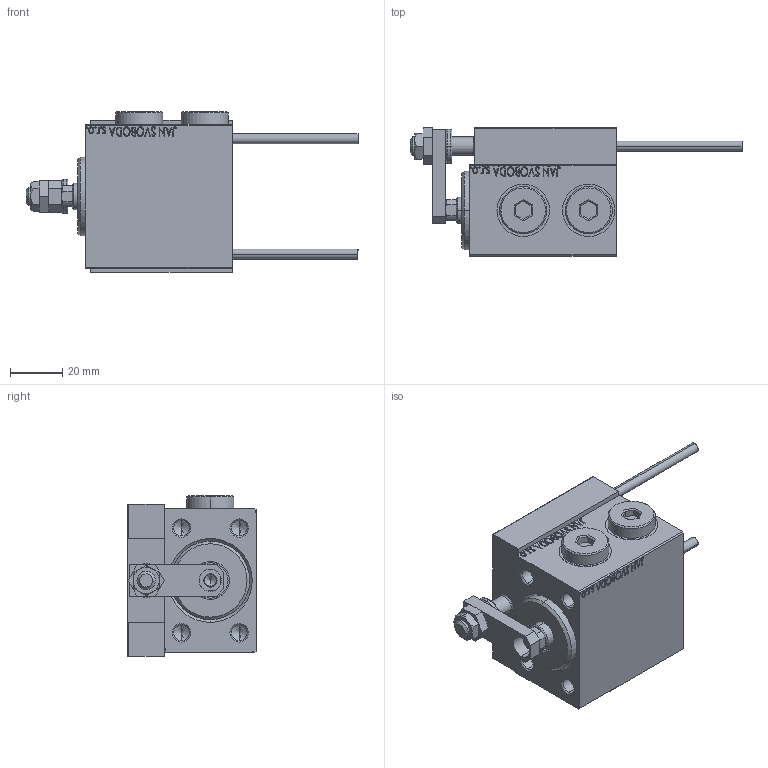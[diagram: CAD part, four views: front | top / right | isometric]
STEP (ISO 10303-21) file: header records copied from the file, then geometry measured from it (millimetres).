
FILE_DESCRIPTION (( 'STEP AP203' ), '1' );
FILE_NAME ('5001.STEP', '2024-02-13T07:50:39', ( '' ), ( '' ), 'SwSTEP 2.0', 'SolidWorks 2019', '' );
FILE_SCHEMA (( 'CONFIG_CONTROL_DESIGN' ));
Length unit declared in the file: millimetre
Products named in the file (17): V450CM_B_VCP 15c900b1b468e38666e629295bee4061; ZARAZKA 15c900b1b468e38666e629295bee4061; ALLEN BOLT D8 15c900b1b468e38666e629295bee4061; SWITCH X 15c900b1b468e38666e629295bee4061; Zatka_OIL_PORT 15c900b1b468e38666e629295bee4061; NUT_D10 15c900b1b468e38666e629295bee4061; KONCOVKA 15c900b1b468e38666e629295bee4061; MAGNET 15c900b1b468e38666e629295bee4061; SWITCH_X_FRONT_BACK 15c900b1b468e38666e629295bee4061; ALLEN BOLT D5 15c900b1b468e38666e629295bee4061; TYC_L79 15c900b1b468e38666e629295bee4061; V450CM_VC_B 15c900b1b468e38666e629295bee4061; NUT_D12 15c900b1b468e38666e629295bee4061; V450CM_B_Body 15c900b1b468e38666e629295bee4061; SWITCH DIM B,W 15c900b1b468e38666e629295bee4061; Block 15c900b1b468e38666e629295bee4061; 5001
Assembly tree (27 placements, depth 3):
  5001
    V450CM_B_Body 15c900b1b468e38666e629295bee4061
    V450CM_B_VCP 15c900b1b468e38666e629295bee4061
    SWITCH X 15c900b1b468e38666e629295bee4061
      SWITCH_X_FRONT_BACK 15c900b1b468e38666e629295bee4061  x2
      TYC_L79 15c900b1b468e38666e629295bee4061
      Block 15c900b1b468e38666e629295bee4061  x2
      ALLEN BOLT D5 15c900b1b468e38666e629295bee4061  x4
      ALLEN BOLT D8 15c900b1b468e38666e629295bee4061  x4
      MAGNET 15c900b1b468e38666e629295bee4061  x2
      KONCOVKA 15c900b1b468e38666e629295bee4061  x2
    NUT_D10 15c900b1b468e38666e629295bee4061
    NUT_D12 15c900b1b468e38666e629295bee4061
    SWITCH DIM B,W 15c900b1b468e38666e629295bee4061
    ZARAZKA 15c900b1b468e38666e629295bee4061
    V450CM_VC_B 15c900b1b468e38666e629295bee4061
    Zatka_OIL_PORT 15c900b1b468e38666e629295bee4061  x2
Bounding box: 126.7 x 49 x 61.4 mm (x, y, z)
Volume: 142785.7 mm3; surface area: 49459.8 mm2
Topology: 26 solids, 26 shells, 1372 faces, 3272 edges, 2070 vertices
Faces by surface type: plane 595, bspline 380, cylinder 200, cone 149, torus 44, sphere 4
Entity records: 52464 total; most frequent: CARTESIAN_POINT 26463, ORIENTED_EDGE 5452, DIRECTION 3779, EDGE_CURVE 2726, VERTEX_POINT 1770, VECTOR 1575, LINE 1575, EDGE_LOOP 1266
